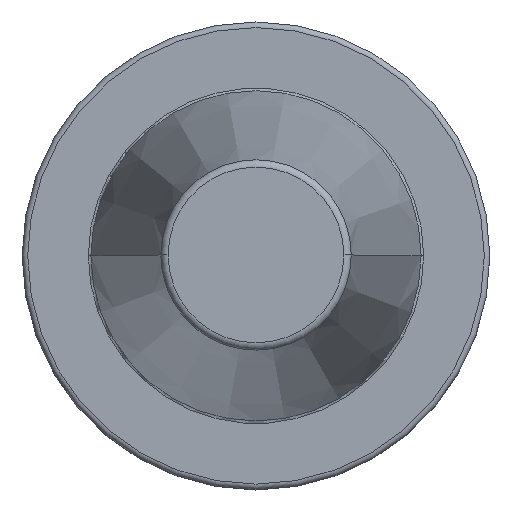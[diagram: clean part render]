
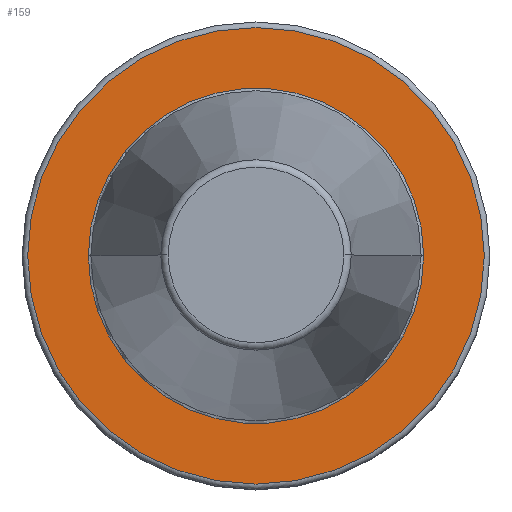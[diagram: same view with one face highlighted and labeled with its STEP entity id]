
A CAD part, top view. The second image highlights one B-rep face of the part: STEP entity #159.
In plain terms, the highlighted planar face has unit normal (0, 0, 1).
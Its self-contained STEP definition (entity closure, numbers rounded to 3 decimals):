
#135=B_SPLINE_CURVE_WITH_KNOTS('',3,(#938,#939,#940,#941),.UNSPECIFIED.,
 .F.,.F.,(4,4),(0.,1.),.UNSPECIFIED.);
#136=B_SPLINE_CURVE_WITH_KNOTS('',3,(#948,#949,#950,#951),.UNSPECIFIED.,
 .F.,.F.,(4,4),(0.,1.),.UNSPECIFIED.);
#159=ADVANCED_FACE('',(#188,#189),#178,.F.);
#178=PLANE('',#669);
#188=FACE_BOUND('',#217,.T.);
#189=FACE_BOUND('',#218,.T.);
#217=EDGE_LOOP('',(#326));
#218=EDGE_LOOP('',(#327,#328,#329,#330,#331,#332));
#326=ORIENTED_EDGE('',*,*,#495,.T.);
#327=ORIENTED_EDGE('',*,*,#447,.T.);
#328=ORIENTED_EDGE('',*,*,#446,.T.);
#329=ORIENTED_EDGE('',*,*,#444,.T.);
#330=ORIENTED_EDGE('',*,*,#443,.T.);
#331=ORIENTED_EDGE('',*,*,#442,.T.);
#332=ORIENTED_EDGE('',*,*,#448,.T.);
#393=VERTEX_POINT('',#930);
#396=VERTEX_POINT('',#935);
#397=VERTEX_POINT('',#937);
#398=VERTEX_POINT('',#942);
#399=VERTEX_POINT('',#947);
#400=VERTEX_POINT('',#952);
#430=VERTEX_POINT('',#1050);
#442=EDGE_CURVE('',#397,#396,#519,.T.);
#443=EDGE_CURVE('',#398,#397,#135,.T.);
#444=EDGE_CURVE('',#393,#398,#520,.T.);
#446=EDGE_CURVE('',#399,#393,#522,.T.);
#447=EDGE_CURVE('',#400,#399,#136,.T.);
#448=EDGE_CURVE('',#396,#400,#523,.T.);
#495=EDGE_CURVE('',#430,#430,#556,.T.);
#519=CIRCLE('',#610,22.563);
#520=CIRCLE('',#611,22.563);
#522=CIRCLE('',#614,22.563);
#523=CIRCLE('',#615,22.563);
#556=CIRCLE('',#668,30.725);
#610=AXIS2_PLACEMENT_3D('',#936,#721,#722);
#611=AXIS2_PLACEMENT_3D('',#943,#723,#724);
#614=AXIS2_PLACEMENT_3D('',#946,#729,#730);
#615=AXIS2_PLACEMENT_3D('',#953,#731,#732);
#668=AXIS2_PLACEMENT_3D('',#1049,#851,#852);
#669=AXIS2_PLACEMENT_3D('',#1051,#853,#854);
#721=DIRECTION('',(0.,0.,-1.));
#722=DIRECTION('',(-1.,0.,0.));
#723=DIRECTION('',(0.,0.,-1.));
#724=DIRECTION('',(-1.,0.,0.));
#729=DIRECTION('',(0.,0.,-1.));
#730=DIRECTION('',(-1.,0.,0.));
#731=DIRECTION('',(0.,0.,-1.));
#732=DIRECTION('',(-1.,0.,0.));
#851=DIRECTION('',(0.,0.,1.));
#852=DIRECTION('',(-1.,0.,0.));
#853=DIRECTION('',(0.,0.,-1.));
#854=DIRECTION('',(1.,0.,0.));
#930=CARTESIAN_POINT('',(-22.563,0.,-2.));
#935=CARTESIAN_POINT('',(22.563,0.,-2.));
#936=CARTESIAN_POINT('',(0.,0.,-2.));
#937=CARTESIAN_POINT('',(1.684,22.5,-2.));
#938=CARTESIAN_POINT('',(-1.684,22.5,-2.));
#939=CARTESIAN_POINT('',(-0.561,22.5,-2.));
#940=CARTESIAN_POINT('',(0.561,22.5,-2.));
#941=CARTESIAN_POINT('',(1.684,22.5,-2.));
#942=CARTESIAN_POINT('',(-1.684,22.5,-2.));
#943=CARTESIAN_POINT('',(0.,0.,-2.));
#946=CARTESIAN_POINT('',(0.,0.,-2.));
#947=CARTESIAN_POINT('',(-1.684,-22.5,-2.));
#948=CARTESIAN_POINT('',(1.684,-22.5,-2.));
#949=CARTESIAN_POINT('',(0.561,-22.5,-2.));
#950=CARTESIAN_POINT('',(-0.561,-22.5,-2.));
#951=CARTESIAN_POINT('',(-1.684,-22.5,-2.));
#952=CARTESIAN_POINT('',(1.684,-22.5,-2.));
#953=CARTESIAN_POINT('',(0.,0.,-2.));
#1049=CARTESIAN_POINT('',(0.,0.,-2.));
#1050=CARTESIAN_POINT('',(-30.725,0.,-2.));
#1051=CARTESIAN_POINT('',(0.,31.475,-2.));
